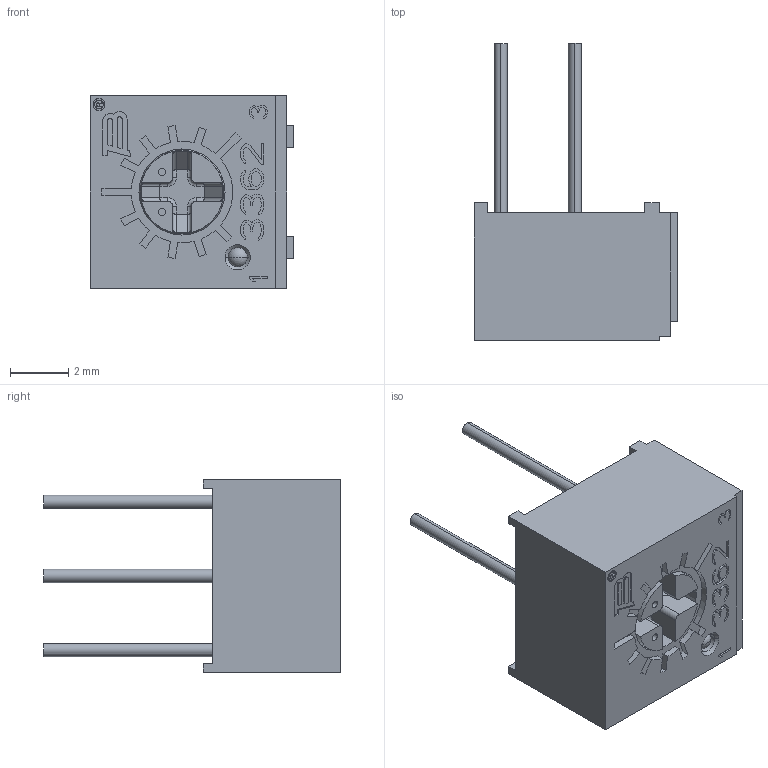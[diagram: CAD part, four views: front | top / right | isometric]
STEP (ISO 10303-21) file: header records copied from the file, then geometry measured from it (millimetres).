
FILE_DESCRIPTION((''),'2;1');
FILE_NAME('3362A_TAA','2013-04-17T',('minhn'),('Bourns, Inc.'),'PRO/ENGINEER BY PARAMETRIC TECHNOLOGY CORPORATION, 2012230','PRO/ENGINEER BY PARAMETRIC TECHNOLOGY CORPORATION, 2012230','');
FILE_SCHEMA(('CONFIG_CONTROL_DESIGN'));
Length unit declared in the file: inch
Products named in the file (1): 3362A_TAA
Bounding box: 6.99 x 10.16 x 6.6 mm (x, y, z)
Volume: 190.1 mm3; surface area: 291.6 mm2
Topology: 1 solids, 1 shells, 503 faces, 1410 edges, 929 vertices
Faces by surface type: plane 408, cylinder 74, torus 13, cone 6, sphere 2
Entity records: 16129 total; most frequent: CARTESIAN_POINT 3034, ORIENTED_EDGE 2816, DIRECTION 2547, EDGE_CURVE 1408, VECTOR 1219, LINE 1219, VERTEX_POINT 929, AXIS2_PLACEMENT_3D 664
